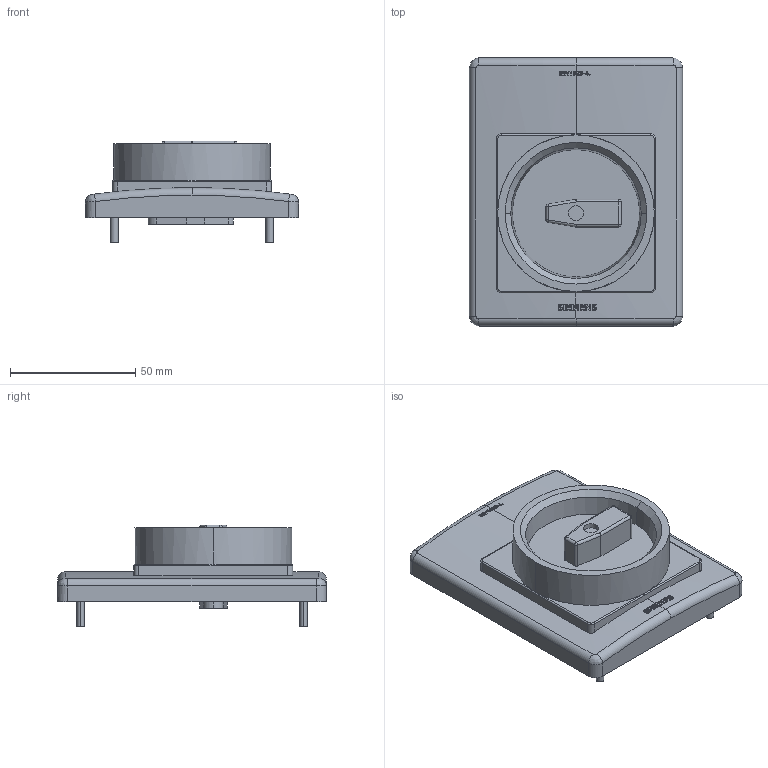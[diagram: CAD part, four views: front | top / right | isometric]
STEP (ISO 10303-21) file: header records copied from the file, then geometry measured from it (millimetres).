
FILE_DESCRIPTION(('STEP AP214'),'1');
FILE_NAME('cctmp_FCA0ECD7-7920-4CD4-BC8D-54041EADBB30_2023_08_14_21_02_01_0502..stp','2023-08-14T19:02:02',('SIEMENS A&D'),('CADClick - www.CADClick.com'),'Spatial InterOp 3D postprocessed',' ','unknown authorization');
FILE_SCHEMA(('AUTOMOTIVE_DESIGN'));
Length unit declared in the file: millimetre
Products named in the file (10): cc_unnamed; 2023_08_14_21_02_01_0462; 2023_08_14_21_02_01_0458; 2023_08_14_21_02_01_0454; 2023_08_14_21_02_01_0450; 2023_08_14_21_02_01_0446; 2023_08_14_21_02_01_0442; 2023_08_14_21_02_01_0438; 2023_08_14_21_02_01_0434; 2023_08_14_21_02_01_0430
Assembly tree (9 placements, depth 2):
  cc_unnamed
    2023_08_14_21_02_01_0462
    2023_08_14_21_02_01_0458
    2023_08_14_21_02_01_0454
    2023_08_14_21_02_01_0450
    2023_08_14_21_02_01_0446
    2023_08_14_21_02_01_0442
    2023_08_14_21_02_01_0438
    2023_08_14_21_02_01_0434
    2023_08_14_21_02_01_0430
Bounding box: 85 x 107 x 40.6 mm (x, y, z)
Volume: 78670.2 mm3; surface area: 33991.3 mm2
Topology: 9 solids, 9 shells, 434 faces, 1131 edges, 736 vertices
Faces by surface type: plane 193, bspline 158, cylinder 65, torus 8, sphere 6, cone 4
Entity records: 18964 total; most frequent: CARTESIAN_POINT 7792, ORIENTED_EDGE 2254, DIRECTION 1550, EDGE_CURVE 1127, VERTEX_POINT 736, LINE 586, VECTOR 586, AXIS2_PLACEMENT_3D 482
